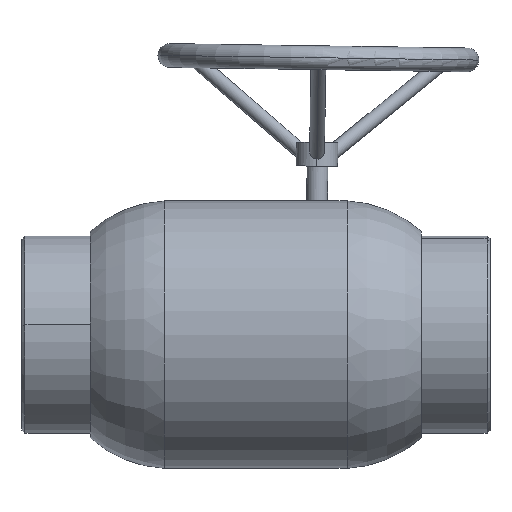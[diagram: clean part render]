
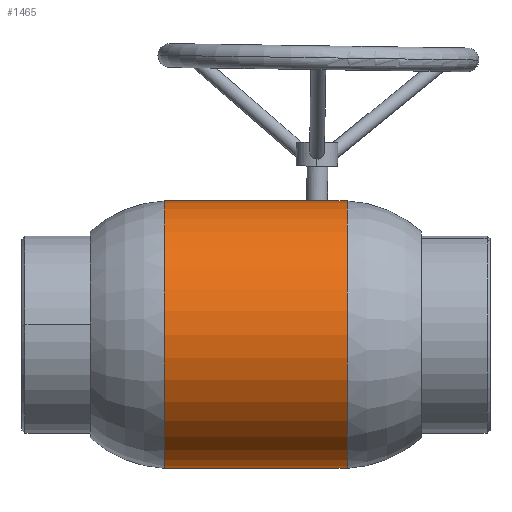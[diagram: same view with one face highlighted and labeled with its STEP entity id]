
A CAD part, front view. The second image highlights one B-rep face of the part: STEP entity #1465.
In plain terms, the highlighted cylindrical face has radius 90 mm (diameter 180 mm), a partial arc.
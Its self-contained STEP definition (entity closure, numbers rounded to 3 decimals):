
#823 = DIRECTION ( 'NONE',  ( 0., 0., 1. ) ) ;
#1157 = EDGE_CURVE ( 'NONE', #11439, #20321, #18713, .T. ) ;
#1255 = VERTEX_POINT ( 'NONE', #3212 ) ;
#1465 = ADVANCED_FACE ( 'NONE', ( #2474 ), #9486, .T. ) ;
#2065 = CARTESIAN_POINT ( 'NONE',  ( -61.5, 0., -90. ) ) ;
#2474 = FACE_OUTER_BOUND ( 'NONE', #21189, .T. ) ;
#2741 = ORIENTED_EDGE ( 'NONE', *, *, #10955, .T. ) ;
#3212 = CARTESIAN_POINT ( 'NONE',  ( 61.5, 0., -90. ) ) ;
#3498 = DIRECTION ( 'NONE',  ( -1., 0., 0. ) ) ;
#4043 = AXIS2_PLACEMENT_3D ( 'NONE', #17240, #16904, #22160 ) ;
#5287 = VECTOR ( 'NONE', #21262, 1000. ) ;
#5354 = CARTESIAN_POINT ( 'NONE',  ( 0., 0., -90. ) ) ;
#5895 = DIRECTION ( 'NONE',  ( -1., 0., 0. ) ) ;
#6011 = CARTESIAN_POINT ( 'NONE',  ( 61.5, 0., 0. ) ) ;
#6064 = EDGE_CURVE ( 'NONE', #1255, #12649, #10013, .T. ) ;
#6305 = VECTOR ( 'NONE', #17321, 1000. ) ;
#7022 = EDGE_CURVE ( 'NONE', #1255, #11439, #10530, .T. ) ;
#7596 = CARTESIAN_POINT ( 'NONE',  ( 0., 0., 90. ) ) ;
#7610 = CARTESIAN_POINT ( 'NONE',  ( -61.5, 0., 90. ) ) ;
#8320 = CARTESIAN_POINT ( 'NONE',  ( 0., 0., 0. ) ) ;
#8993 = LINE ( 'NONE', #7596, #5287 ) ;
#9486 = CYLINDRICAL_SURFACE ( 'NONE', #16779, 90. ) ;
#10013 = CIRCLE ( 'NONE', #11078, 90. ) ;
#10499 = DIRECTION ( 'NONE',  ( 0., 0., 1. ) ) ;
#10530 = LINE ( 'NONE', #5354, #6305 ) ;
#10955 = EDGE_CURVE ( 'NONE', #12649, #20321, #8993, .T. ) ;
#11078 = AXIS2_PLACEMENT_3D ( 'NONE', #6011, #5895, #823 ) ;
#11439 = VERTEX_POINT ( 'NONE', #2065 ) ;
#12649 = VERTEX_POINT ( 'NONE', #16867 ) ;
#13423 = ORIENTED_EDGE ( 'NONE', *, *, #6064, .T. ) ;
#16779 = AXIS2_PLACEMENT_3D ( 'NONE', #8320, #3498, #10499 ) ;
#16867 = CARTESIAN_POINT ( 'NONE',  ( 61.5, 0., 90. ) ) ;
#16904 = DIRECTION ( 'NONE',  ( -1., 0., 0. ) ) ;
#17240 = CARTESIAN_POINT ( 'NONE',  ( -61.5, 0., 0. ) ) ;
#17321 = DIRECTION ( 'NONE',  ( -1., 0., 0. ) ) ;
#18713 = CIRCLE ( 'NONE', #4043, 90. ) ;
#20181 = ORIENTED_EDGE ( 'NONE', *, *, #1157, .F. ) ;
#20321 = VERTEX_POINT ( 'NONE', #7610 ) ;
#21189 = EDGE_LOOP ( 'NONE', ( #22144, #13423, #2741, #20181 ) ) ;
#21262 = DIRECTION ( 'NONE',  ( -1., 0., 0. ) ) ;
#22144 = ORIENTED_EDGE ( 'NONE', *, *, #7022, .F. ) ;
#22160 = DIRECTION ( 'NONE',  ( 0., 0., 1. ) ) ;
